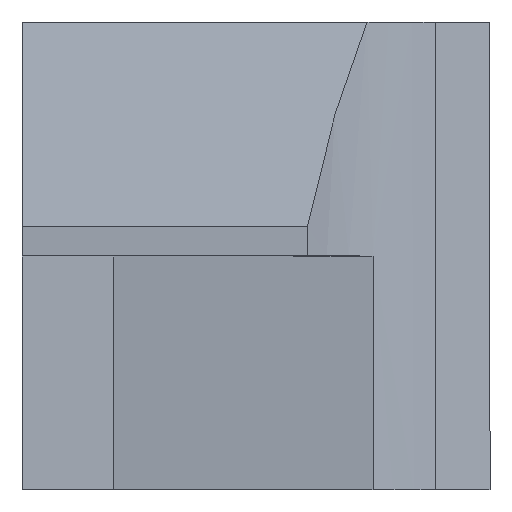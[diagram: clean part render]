
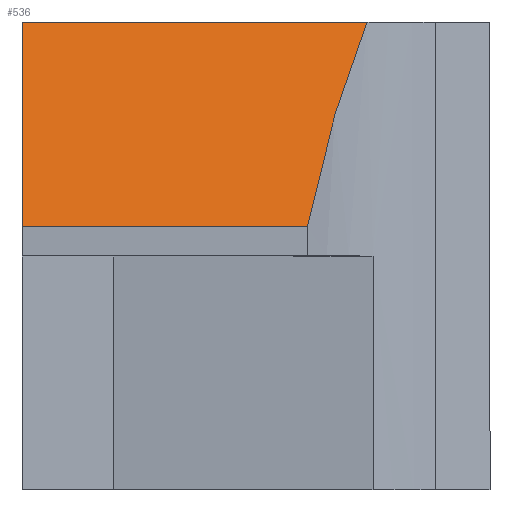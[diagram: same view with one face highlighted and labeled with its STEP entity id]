
A CAD part, left-side view. The second image highlights one B-rep face of the part: STEP entity #536.
In plain terms, the highlighted planar face has unit normal (-0.966, 0, 0.259).
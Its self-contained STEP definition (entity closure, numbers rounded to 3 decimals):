
#80 = CARTESIAN_POINT ( 'NONE',  ( -94.062, 0., 4. ) ) ;
#99 = DIRECTION ( 'NONE',  ( -0.259, 0., -0.966 ) ) ;
#224 = DIRECTION ( 'NONE',  ( 0.259, 0., 0.966 ) ) ;
#262 = CARTESIAN_POINT ( 'NONE',  ( -94.062, 8., 4. ) ) ;
#286 = FACE_OUTER_BOUND ( 'NONE', #1103, .T. ) ;
#296 = DIRECTION ( 'NONE',  ( -0.966, 0., 0.259 ) ) ;
#298 = CARTESIAN_POINT ( 'NONE',  ( -95., 8., 0.5 ) ) ;
#334 = ORIENTED_EDGE ( 'NONE', *, *, #836, .T. ) ;
#335 = VERTEX_POINT ( 'NONE', #262 ) ;
#350 = CARTESIAN_POINT ( 'NONE',  ( -94.316, 2.494, 3.054 ) ) ;
#368 = CARTESIAN_POINT ( 'NONE',  ( -94.062, 2.103, 4. ) ) ;
#380 = VECTOR ( 'NONE', #224, 1000. ) ;
#415 =( BOUNDED_CURVE ( )  B_SPLINE_CURVE ( 3, ( #855, #752, #350, #368 ),
 .UNSPECIFIED., .F., .T. ) 
 B_SPLINE_CURVE_WITH_KNOTS ( ( 4, 4 ),
 ( 2.227, 2.566 ),
 .UNSPECIFIED. ) 
 CURVE ( )  GEOMETRIC_REPRESENTATION_ITEM ( )  RATIONAL_B_SPLINE_CURVE ( ( 1., 0.99, 0.99, 1. ) ) 
 REPRESENTATION_ITEM ( '' )  );
#417 = EDGE_CURVE ( 'NONE', #335, #1062, #1313, .T. ) ;
#447 = ORIENTED_EDGE ( 'NONE', *, *, #1247, .F. ) ;
#482 = VECTOR ( 'NONE', #615, 1000. ) ;
#487 = PLANE ( 'NONE',  #685 ) ;
#536 = ADVANCED_FACE ( 'NONE', ( #286 ), #487, .T. ) ;
#615 = DIRECTION ( 'NONE',  ( 0., -1., 0. ) ) ;
#639 = ORIENTED_EDGE ( 'NONE', *, *, #746, .T. ) ;
#652 = ORIENTED_EDGE ( 'NONE', *, *, #417, .F. ) ;
#685 = AXIS2_PLACEMENT_3D ( 'NONE', #1196, #296, #99 ) ;
#688 = DIRECTION ( 'NONE',  ( 0., -1., 0. ) ) ;
#719 = CARTESIAN_POINT ( 'NONE',  ( -89.761, 8., 20.051 ) ) ;
#723 = LINE ( 'NONE', #1323, #482 ) ;
#743 = VERTEX_POINT ( 'NONE', #963 ) ;
#746 = EDGE_CURVE ( 'NONE', #743, #1062, #415, .T. ) ;
#752 = CARTESIAN_POINT ( 'NONE',  ( -94.631, 2.836, 1.876 ) ) ;
#836 = EDGE_CURVE ( 'NONE', #1096, #743, #723, .T. ) ;
#855 = CARTESIAN_POINT ( 'NONE',  ( -95., 3.12, 0.5 ) ) ;
#938 = VECTOR ( 'NONE', #688, 1000. ) ;
#963 = CARTESIAN_POINT ( 'NONE',  ( -95., 3.12, 0.5 ) ) ;
#1062 = VERTEX_POINT ( 'NONE', #1243 ) ;
#1096 = VERTEX_POINT ( 'NONE', #298 ) ;
#1103 = EDGE_LOOP ( 'NONE', ( #334, #639, #652, #447 ) ) ;
#1196 = CARTESIAN_POINT ( 'NONE',  ( -95., 135.089, 0.5 ) ) ;
#1224 = LINE ( 'NONE', #719, #380 ) ;
#1243 = CARTESIAN_POINT ( 'NONE',  ( -94.062, 2.103, 4. ) ) ;
#1247 = EDGE_CURVE ( 'NONE', #1096, #335, #1224, .T. ) ;
#1313 = LINE ( 'NONE', #80, #938 ) ;
#1323 = CARTESIAN_POINT ( 'NONE',  ( -95., 135.089, 0.5 ) ) ;
